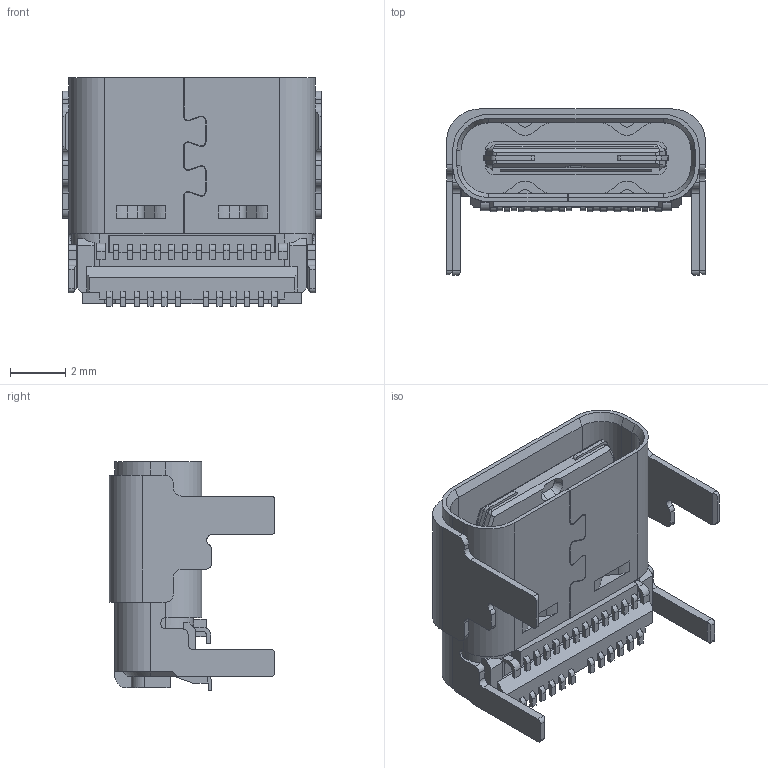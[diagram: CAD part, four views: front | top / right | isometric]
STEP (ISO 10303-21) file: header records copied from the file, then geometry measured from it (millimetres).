
FILE_DESCRIPTION(('STEP AP242'),'1');
FILE_NAME('201267-0005.stp','2020-06-25T09:43:37',('TraceParts'),('TraceParts S.A.'),'Spatial InterOp 3D',' ',' ');
FILE_SCHEMA(('AP242_MANAGED_MODEL_BASED_3D_ENGINEERING_MIM_LF {1 0 10303 442 1 1 4}'));
Length unit declared in the file: millimetre
Products named in the file (1): 201267-0005_1
Bounding box: 9.39 x 6.01 x 8.3 mm (x, y, z)
Volume: 160 mm3; surface area: 487 mm2
Topology: 1 solids, 1 shells, 660 faces, 2043 edges, 1515 vertices
Faces by surface type: plane 429, cylinder 201, cone 14, torus 8, bspline 8
Entity records: 22963 total; most frequent: CARTESIAN_POINT 4544, ORIENTED_EDGE 3830, DIRECTION 3703, EDGE_CURVE 1915, LINE 1527, VECTOR 1527, VERTEX_POINT 1259, AXIS2_PLACEMENT_3D 1088
